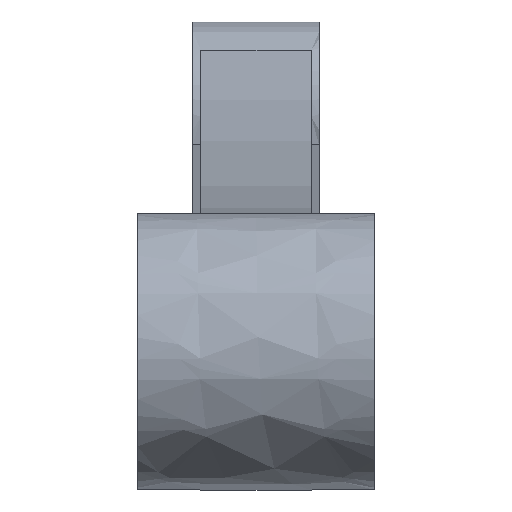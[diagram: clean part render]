
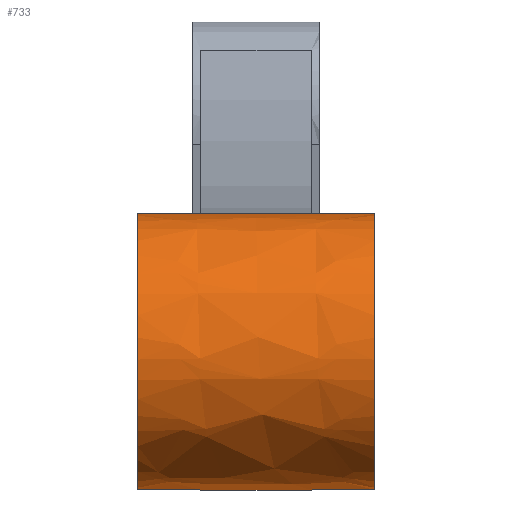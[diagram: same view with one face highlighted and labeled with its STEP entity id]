
A CAD part, front view. The second image highlights one B-rep face of the part: STEP entity #733.
In plain terms, the highlighted free-form (B-spline) face has degree [2, 1] with [7, 2] control points.
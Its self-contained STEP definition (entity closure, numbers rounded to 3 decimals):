
#603 = VERTEX_POINT('',#604);
#604 = CARTESIAN_POINT('',(9.494,1.029,23.713
    ));
#610 = EDGE_CURVE('',#611,#603,#613,.T.);
#611 = VERTEX_POINT('',#612);
#612 = CARTESIAN_POINT('',(20.345,1.029,
    23.713));
#613 = B_SPLINE_CURVE_WITH_KNOTS('',1,(#614,#615),.UNSPECIFIED.,.F.,.F.,
  (2,2),(-0.,8.),.PIECEWISE_BEZIER_KNOTS.);
#614 = CARTESIAN_POINT('',(20.345,1.029,
    23.713));
#615 = CARTESIAN_POINT('',(9.494,1.029,23.713
    ));
#618 = VERTEX_POINT('',#619);
#619 = CARTESIAN_POINT('',(20.345,0.,
    23.736));
#625 = EDGE_CURVE('',#618,#626,#628,.T.);
#626 = VERTEX_POINT('',#627);
#627 = CARTESIAN_POINT('',(-20.345,0.,
    23.736));
#628 = B_SPLINE_CURVE_WITH_KNOTS('',1,(#629,#630),.UNSPECIFIED.,.F.,.F.,
  (2,2),(-0.,30.),.PIECEWISE_BEZIER_KNOTS.);
#629 = CARTESIAN_POINT('',(20.345,0.,
    23.736));
#630 = CARTESIAN_POINT('',(-20.345,0.,
    23.736));
#633 = VERTEX_POINT('',#634);
#634 = CARTESIAN_POINT('',(-20.345,1.029,
    23.713));
#640 = EDGE_CURVE('',#641,#633,#643,.T.);
#641 = VERTEX_POINT('',#642);
#642 = CARTESIAN_POINT('',(-9.494,1.029,
    23.713));
#643 = B_SPLINE_CURVE_WITH_KNOTS('',1,(#644,#645),.UNSPECIFIED.,.F.,.F.,
  (2,2),(22.,30.),.PIECEWISE_BEZIER_KNOTS.);
#644 = CARTESIAN_POINT('',(-9.494,1.029,
    23.713));
#645 = CARTESIAN_POINT('',(-20.345,1.029,
    23.713));
#664 = VERTEX_POINT('',#665);
#665 = CARTESIAN_POINT('',(-9.494,0.,-23.736));
#672 = VERTEX_POINT('',#673);
#673 = CARTESIAN_POINT('',(9.494,0.,-23.736));
#678 = EDGE_CURVE('',#672,#664,#679,.T.);
#679 = B_SPLINE_CURVE_WITH_KNOTS('',1,(#680,#681),.UNSPECIFIED.,.F.,.F.,
  (2,2),(0.,14.),.PIECEWISE_BEZIER_KNOTS.);
#680 = CARTESIAN_POINT('',(9.494,0.,-23.736));
#681 = CARTESIAN_POINT('',(-9.494,0.,-23.736));
#696 = EDGE_CURVE('',#672,#603,#697,.T.);
#697 = ( BOUNDED_CURVE() B_SPLINE_CURVE(2,(#698,#699,#700,#701,#702),
.UNSPECIFIED.,.F.,.F.) B_SPLINE_CURVE_WITH_KNOTS((3,2,3),(0.,
1.549,3.098),.PIECEWISE_BEZIER_KNOTS.) CURVE() 
GEOMETRIC_REPRESENTATION_ITEM() RATIONAL_B_SPLINE_CURVE((1.,
0.715,1.,0.715,1.)) REPRESENTATION_ITEM('') );
#698 = CARTESIAN_POINT('',(9.494,0.,-23.736));
#699 = CARTESIAN_POINT('',(9.494,23.227,
    -23.736));
#700 = CARTESIAN_POINT('',(9.494,23.73,
    -0.515));
#701 = CARTESIAN_POINT('',(9.494,24.234,
    22.707));
#702 = CARTESIAN_POINT('',(9.494,1.029,23.713
    ));
#717 = EDGE_CURVE('',#664,#641,#718,.T.);
#718 = ( BOUNDED_CURVE() B_SPLINE_CURVE(2,(#719,#720,#721,#722,#723),
.UNSPECIFIED.,.F.,.F.) B_SPLINE_CURVE_WITH_KNOTS((3,2,3),(0.,
1.549,3.098),.PIECEWISE_BEZIER_KNOTS.) CURVE() 
GEOMETRIC_REPRESENTATION_ITEM() RATIONAL_B_SPLINE_CURVE((1.,
0.715,1.,0.715,1.)) REPRESENTATION_ITEM('') );
#719 = CARTESIAN_POINT('',(-9.494,0.,-23.736));
#720 = CARTESIAN_POINT('',(-9.494,23.227,
    -23.736));
#721 = CARTESIAN_POINT('',(-9.494,23.73,
    -0.515));
#722 = CARTESIAN_POINT('',(-9.494,24.234,
    22.707));
#723 = CARTESIAN_POINT('',(-9.494,1.029,
    23.713));
#733 = ADVANCED_FACE('',(#734),#762,.T.);
#734 = FACE_BOUND('',#735,.T.);
#735 = EDGE_LOOP('',(#736,#737,#738,#748,#749,#759,#760,#761));
#736 = ORIENTED_EDGE('',*,*,#696,.T.);
#737 = ORIENTED_EDGE('',*,*,#610,.F.);
#738 = ORIENTED_EDGE('',*,*,#739,.F.);
#739 = EDGE_CURVE('',#618,#611,#740,.T.);
#740 = ( BOUNDED_CURVE() B_SPLINE_CURVE(2,(#741,#742,#743,#744,#745,#746
,#747),.UNSPECIFIED.,.F.,.F.) B_SPLINE_CURVE_WITH_KNOTS((3,2,2,3),(
    3.142,5.222,7.301,9.381),
.PIECEWISE_BEZIER_KNOTS.) CURVE() GEOMETRIC_REPRESENTATION_ITEM() 
RATIONAL_B_SPLINE_CURVE((1.,0.506,1.,0.506,1.,
0.506,1.)) REPRESENTATION_ITEM('') );
#741 = CARTESIAN_POINT('',(20.345,0.,
    23.736));
#742 = CARTESIAN_POINT('',(20.345,-40.434,
    23.736));
#743 = CARTESIAN_POINT('',(20.345,-20.725,
    -11.569));
#744 = CARTESIAN_POINT('',(20.345,-1.016,
    -46.875));
#745 = CARTESIAN_POINT('',(20.345,20.204,
    -12.457));
#746 = CARTESIAN_POINT('',(20.345,41.424,
    21.961));
#747 = CARTESIAN_POINT('',(20.345,1.029,
    23.713));
#748 = ORIENTED_EDGE('',*,*,#625,.T.);
#749 = ORIENTED_EDGE('',*,*,#750,.T.);
#750 = EDGE_CURVE('',#626,#633,#751,.T.);
#751 = ( BOUNDED_CURVE() B_SPLINE_CURVE(2,(#752,#753,#754,#755,#756,#757
,#758),.UNSPECIFIED.,.F.,.F.) B_SPLINE_CURVE_WITH_KNOTS((3,2,2,3),(
    3.142,5.222,7.301,9.381),
.PIECEWISE_BEZIER_KNOTS.) CURVE() GEOMETRIC_REPRESENTATION_ITEM() 
RATIONAL_B_SPLINE_CURVE((1.,0.506,1.,0.506,1.,
0.506,1.)) REPRESENTATION_ITEM('') );
#752 = CARTESIAN_POINT('',(-20.345,0.,
    23.736));
#753 = CARTESIAN_POINT('',(-20.345,-40.434,
    23.736));
#754 = CARTESIAN_POINT('',(-20.345,-20.725,
    -11.569));
#755 = CARTESIAN_POINT('',(-20.345,-1.016,
    -46.875));
#756 = CARTESIAN_POINT('',(-20.345,20.204,
    -12.457));
#757 = CARTESIAN_POINT('',(-20.345,41.424,
    21.961));
#758 = CARTESIAN_POINT('',(-20.345,1.029,
    23.713));
#759 = ORIENTED_EDGE('',*,*,#640,.F.);
#760 = ORIENTED_EDGE('',*,*,#717,.F.);
#761 = ORIENTED_EDGE('',*,*,#678,.F.);
#762 = ( BOUNDED_SURFACE() B_SPLINE_SURFACE(2,1,(
    (#763,#764)
    ,(#765,#766)
    ,(#767,#768)
    ,(#769,#770)
    ,(#771,#772)
    ,(#773,#774)
,(#775,#776
    )),.UNSPECIFIED.,.F.,.F.,.F.) B_SPLINE_SURFACE_WITH_KNOTS((3,2,2,3),
  (2,2),(0.043,2.123,4.203,6.283)
,(0.,30.),.PIECEWISE_BEZIER_KNOTS.) GEOMETRIC_REPRESENTATION_ITEM() 
RATIONAL_B_SPLINE_SURFACE((
    (1.,1.)
    ,(0.506,0.506)
    ,(1.,1.)
    ,(0.506,0.506)
    ,(1.,1.)
    ,(0.506,0.506)
,(1.,1.))) REPRESENTATION_ITEM('') SURFACE() );
#763 = CARTESIAN_POINT('',(20.345,1.029,
    23.713));
#764 = CARTESIAN_POINT('',(-20.345,1.029,
    23.713));
#765 = CARTESIAN_POINT('',(20.345,41.424,
    21.961));
#766 = CARTESIAN_POINT('',(-20.345,41.424,
    21.961));
#767 = CARTESIAN_POINT('',(20.345,20.204,
    -12.457));
#768 = CARTESIAN_POINT('',(-20.345,20.204,
    -12.457));
#769 = CARTESIAN_POINT('',(20.345,-1.016,
    -46.875));
#770 = CARTESIAN_POINT('',(-20.345,-1.016,
    -46.875));
#771 = CARTESIAN_POINT('',(20.345,-20.725,
    -11.569));
#772 = CARTESIAN_POINT('',(-20.345,-20.725,
    -11.569));
#773 = CARTESIAN_POINT('',(20.345,-40.434,
    23.736));
#774 = CARTESIAN_POINT('',(-20.345,-40.434,
    23.736));
#775 = CARTESIAN_POINT('',(20.345,0.,
    23.736));
#776 = CARTESIAN_POINT('',(-20.345,0.,
    23.736));
